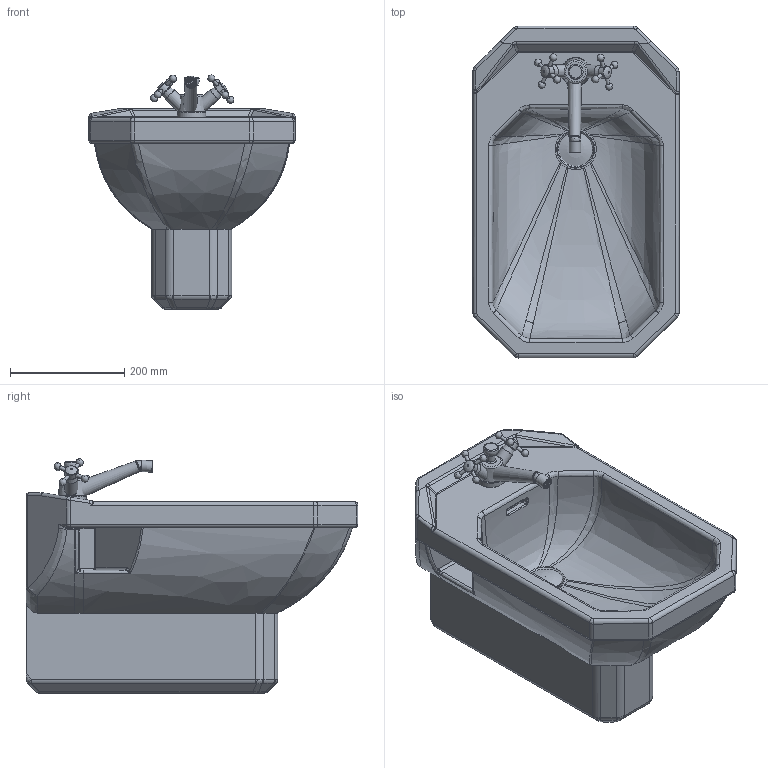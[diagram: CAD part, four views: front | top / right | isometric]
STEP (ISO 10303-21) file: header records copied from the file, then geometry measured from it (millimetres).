
FILE_DESCRIPTION((''),'2;1');
FILE_NAME('26610.stp','2008-11-20T19:21:46',('Huebner'),(''),'Autodesk Inventor 11','Autodesk Inventor 11','');
FILE_SCHEMA(('AUTOMOTIVE_DESIGN { 1 0 10303 214 1 1 1 1 }'));
Length unit declared in the file: millimetre
Products named in the file (11): 26610; Kelch; Stopfen; Baterie_Bidet; Baterie_BIDET_1; Baterie_Mitte; Teil_2; Kugel; Neoperl_1; Baterie_Wasserhahn_2
Assembly tree (11 placements, depth 4):
  26610
    26610
    Kelch
    Stopfen
    Baterie_Bidet
      Baterie_BIDET_1
        Baterie_Mitte
        Teil_2
        Kugel
        Neoperl_1
      Baterie_Wasserhahn_2  x2
Bounding box: 360 x 580 x 409.51 mm (x, y, z)
Volume: 19014719.8 mm3; surface area: 1146776.7 mm2
Topology: 17 solids, 17 shells, 467 faces, 1099 edges, 659 vertices
Faces by surface type: bspline 154, cylinder 145, plane 125, torus 23, sphere 14, cone 6
Full cylindrical faces by diameter (mm): 1.14 x2, 1.196 x2, 1.218 x2, 1.27 x2, 1.297 x2, 1.311 x2, 1.347 x2, 1.379 x2, 6 x8, 14 x1, 15 x3, 20 x2, 22 x2, 22.594 x2, 35 x1, 42 x1, 44 x1, 50 x1, 52 x1, 60 x1, 62 x1
Entity records: 25751 total; most frequent: CARTESIAN_POINT 16345, ORIENTED_EDGE 1902, DIRECTION 1779, EDGE_CURVE 951, AXIS2_PLACEMENT_3D 739, VERTEX_POINT 610, EDGE_LOOP 537, FACE_OUTER_BOUND 442
